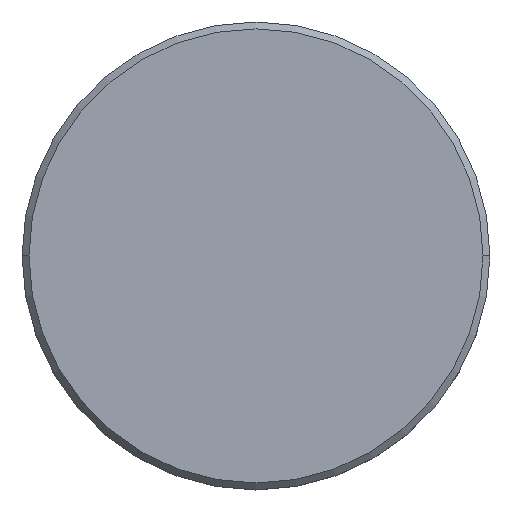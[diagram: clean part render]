
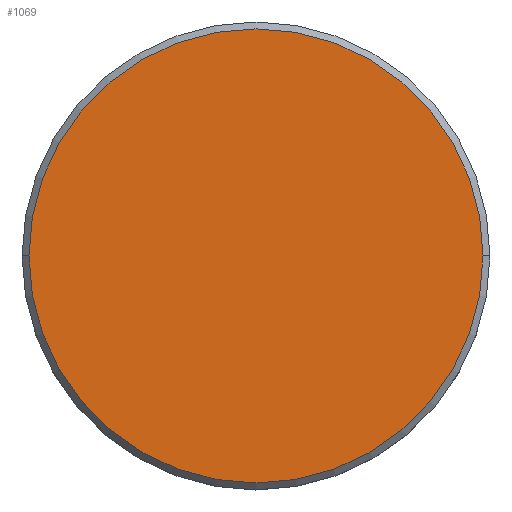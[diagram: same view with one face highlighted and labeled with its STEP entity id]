
A CAD part, top view. The second image highlights one B-rep face of the part: STEP entity #1069.
In plain terms, the highlighted planar face has unit normal (0, 0, 1).
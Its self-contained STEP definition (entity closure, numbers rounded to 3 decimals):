
#80 = VERTEX_POINT ( 'NONE', #472 ) ;
#98 = ORIENTED_EDGE ( 'NONE', *, *, #765, .T. ) ;
#126 = PLANE ( 'NONE',  #1110 ) ;
#156 = CIRCLE ( 'NONE', #418, 16.5 ) ;
#250 = CARTESIAN_POINT ( 'NONE',  ( 0., 0., 0. ) ) ;
#320 = AXIS2_PLACEMENT_3D ( 'NONE', #478, #770, #850 ) ;
#344 = DIRECTION ( 'NONE',  ( 0., 0., 1. ) ) ;
#418 = AXIS2_PLACEMENT_3D ( 'NONE', #250, #344, #523 ) ;
#472 = CARTESIAN_POINT ( 'NONE',  ( 16.5, 0., 0. ) ) ;
#478 = CARTESIAN_POINT ( 'NONE',  ( 0., 0., 0. ) ) ;
#482 = DIRECTION ( 'NONE',  ( 0., 0., 1. ) ) ;
#523 = DIRECTION ( 'NONE',  ( 1., 0., 0. ) ) ;
#577 = CARTESIAN_POINT ( 'NONE',  ( 0., 0., 0. ) ) ;
#617 = EDGE_CURVE ( 'NONE', #901, #80, #1125, .T. ) ;
#670 = DIRECTION ( 'NONE',  ( 1., 0., 0. ) ) ;
#736 = CARTESIAN_POINT ( 'NONE',  ( -16.5, 0., 0. ) ) ;
#765 = EDGE_CURVE ( 'NONE', #80, #901, #156, .T. ) ;
#770 = DIRECTION ( 'NONE',  ( 0., 0., 1. ) ) ;
#783 = ORIENTED_EDGE ( 'NONE', *, *, #617, .T. ) ;
#850 = DIRECTION ( 'NONE',  ( 1., 0., 0. ) ) ;
#859 = EDGE_LOOP ( 'NONE', ( #783, #98 ) ) ;
#901 = VERTEX_POINT ( 'NONE', #736 ) ;
#1028 = FACE_OUTER_BOUND ( 'NONE', #859, .T. ) ;
#1069 = ADVANCED_FACE ( 'NONE', ( #1028 ), #126, .T. ) ;
#1110 = AXIS2_PLACEMENT_3D ( 'NONE', #577, #482, #670 ) ;
#1125 = CIRCLE ( 'NONE', #320, 16.5 ) ;
